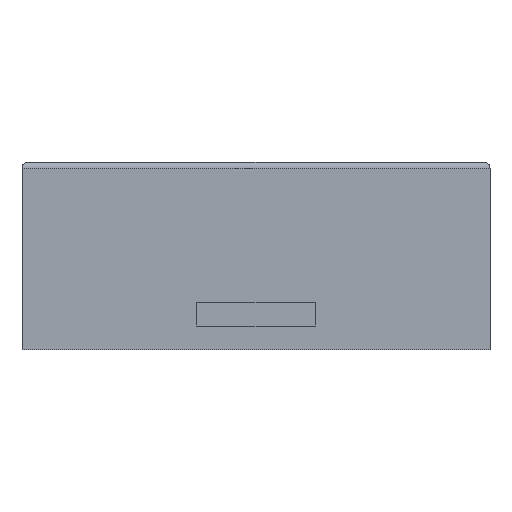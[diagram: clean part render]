
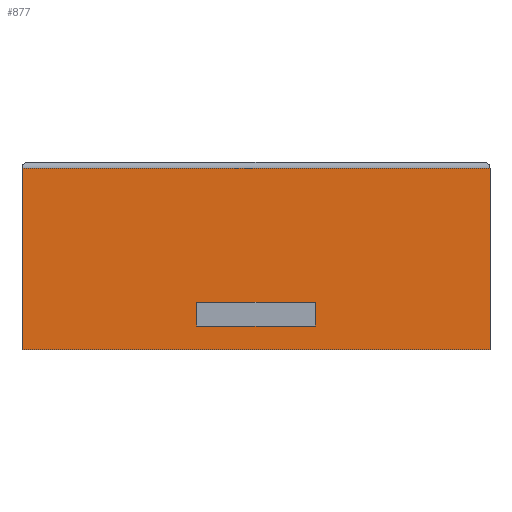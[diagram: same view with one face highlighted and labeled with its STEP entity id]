
A CAD part, front view. The second image highlights one B-rep face of the part: STEP entity #877.
In plain terms, the highlighted planar face has unit normal (0, -1, 0).
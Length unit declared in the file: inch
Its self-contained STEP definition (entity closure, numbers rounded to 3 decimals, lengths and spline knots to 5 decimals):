
#44=FACE_BOUND('',#381,.T.);
#104=LINE('',#1369,#202);
#108=LINE('',#1377,#206);
#111=LINE('',#1383,#209);
#114=LINE('',#1388,#212);
#125=LINE('',#1422,#223);
#127=LINE('',#1426,#225);
#128=LINE('',#1428,#226);
#129=LINE('',#1429,#227);
#202=VECTOR('',#1114,0.3937);
#206=VECTOR('',#1120,0.3937);
#209=VECTOR('',#1125,0.3937);
#212=VECTOR('',#1130,0.3937);
#223=VECTOR('',#1169,0.3937);
#225=VECTOR('',#1173,0.3937);
#226=VECTOR('',#1174,0.3937);
#227=VECTOR('',#1175,0.3937);
#273=PLANE('',#961);
#323=FACE_OUTER_BOUND('',#380,.T.);
#380=EDGE_LOOP('',(#759,#760,#761,#762));
#381=EDGE_LOOP('',(#763,#764,#765,#766));
#452=VERTEX_POINT('',#1367);
#453=VERTEX_POINT('',#1368);
#456=VERTEX_POINT('',#1376);
#458=VERTEX_POINT('',#1382);
#464=VERTEX_POINT('',#1406);
#468=VERTEX_POINT('',#1418);
#469=VERTEX_POINT('',#1425);
#470=VERTEX_POINT('',#1427);
#548=EDGE_CURVE('',#452,#453,#104,.T.);
#552=EDGE_CURVE('',#456,#452,#108,.T.);
#555=EDGE_CURVE('',#458,#456,#111,.T.);
#558=EDGE_CURVE('',#453,#458,#114,.T.);
#573=EDGE_CURVE('',#464,#468,#125,.T.);
#575=EDGE_CURVE('',#469,#464,#127,.T.);
#576=EDGE_CURVE('',#470,#469,#128,.T.);
#577=EDGE_CURVE('',#470,#468,#129,.T.);
#759=ORIENTED_EDGE('',*,*,#573,.F.);
#760=ORIENTED_EDGE('',*,*,#575,.F.);
#761=ORIENTED_EDGE('',*,*,#576,.F.);
#762=ORIENTED_EDGE('',*,*,#577,.T.);
#763=ORIENTED_EDGE('',*,*,#548,.T.);
#764=ORIENTED_EDGE('',*,*,#558,.T.);
#765=ORIENTED_EDGE('',*,*,#555,.T.);
#766=ORIENTED_EDGE('',*,*,#552,.T.);
#877=ADVANCED_FACE('',(#323,#44),#273,.T.);
#961=AXIS2_PLACEMENT_3D('',#1424,#1171,#1172);
#1114=DIRECTION('',(0.,0.,-1.));
#1120=DIRECTION('',(1.,0.,0.));
#1125=DIRECTION('',(0.,0.,1.));
#1130=DIRECTION('',(-1.,0.,0.));
#1169=DIRECTION('',(1.,0.,0.));
#1171=DIRECTION('center_axis',(0.,-1.,0.));
#1172=DIRECTION('ref_axis',(1.,0.,0.));
#1173=DIRECTION('',(0.,0.,1.));
#1174=DIRECTION('',(-1.,0.,0.));
#1175=DIRECTION('',(0.,0.,1.));
#1367=CARTESIAN_POINT('',(0.5,-1.96851,0.4));
#1368=CARTESIAN_POINT('',(0.5,-1.96851,0.2));
#1369=CARTESIAN_POINT('',(0.5,-1.96851,0.2));
#1376=CARTESIAN_POINT('',(-0.5,-1.96851,0.4));
#1377=CARTESIAN_POINT('',(-1.23425,-1.96851,0.4));
#1382=CARTESIAN_POINT('',(-0.5,-1.96851,0.2));
#1383=CARTESIAN_POINT('',(-0.5,-1.96851,0.1));
#1388=CARTESIAN_POINT('',(-0.73425,-1.96851,0.2));
#1406=CARTESIAN_POINT('',(-1.96851,-1.96851,1.52795));
#1418=CARTESIAN_POINT('',(1.96851,-1.96851,1.52795));
#1422=CARTESIAN_POINT('',(-0.98425,-1.96851,1.52795));
#1424=CARTESIAN_POINT('Origin',(-1.96851,-1.96851,0.));
#1425=CARTESIAN_POINT('',(-1.96851,-1.96851,0.));
#1426=CARTESIAN_POINT('',(-1.96851,-1.96851,0.));
#1427=CARTESIAN_POINT('',(1.96851,-1.96851,0.));
#1428=CARTESIAN_POINT('',(1.96851,-1.96851,0.));
#1429=CARTESIAN_POINT('',(1.96851,-1.96851,0.));
